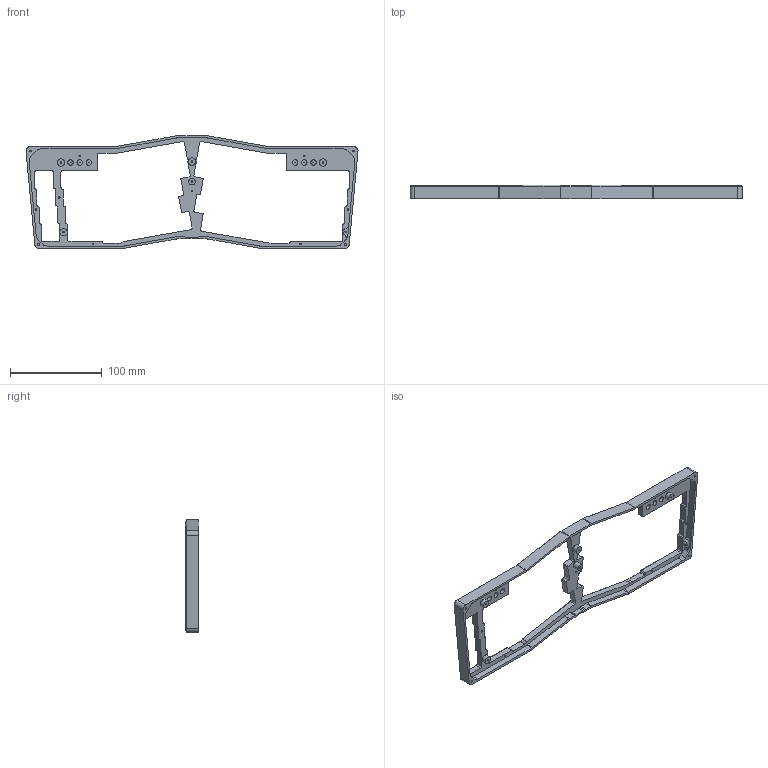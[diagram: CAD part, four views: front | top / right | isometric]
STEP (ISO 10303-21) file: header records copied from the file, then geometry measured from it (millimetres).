
FILE_DESCRIPTION(/* description */ (''),/* implementation_level */ '2;1');
FILE_NAME(/* name */ 'ExportTopCase.step',/* time_stamp */ '2020-08-09T15:30:09+02:00',/* author */ (''),/* organization */ (''),/* preprocessor_version */ 'ST-DEVELOPER v18.1',/* originating_system */ 'Autodesk Translation Framework v9.3.0.1241',/* authorisation */ '');
FILE_SCHEMA (('AUTOMOTIVE_DESIGN { 1 0 10303 214 3 1 1 }'));
Length unit declared in the file: millimetre
Products named in the file (1): TopCase
Bounding box: 362.66 x 14.95 x 122.91 mm (x, y, z)
Volume: 100986 mm3; surface area: 52823.5 mm2
Topology: 1 solids, 1 shells, 410 faces, 991 edges, 612 vertices
Faces by surface type: plane 201, cylinder 135, cone 74
Full cylindrical faces by diameter (mm): 1 x6, 1.6 x13, 2 x5, 6 x6, 7 x1, 8 x4
Entity records: 11927 total; most frequent: DIRECTION 2157, CARTESIAN_POINT 2014, ORIENTED_EDGE 1982, EDGE_CURVE 991, AXIS2_PLACEMENT_3D 755, LINE 647, VECTOR 647, VERTEX_POINT 612
